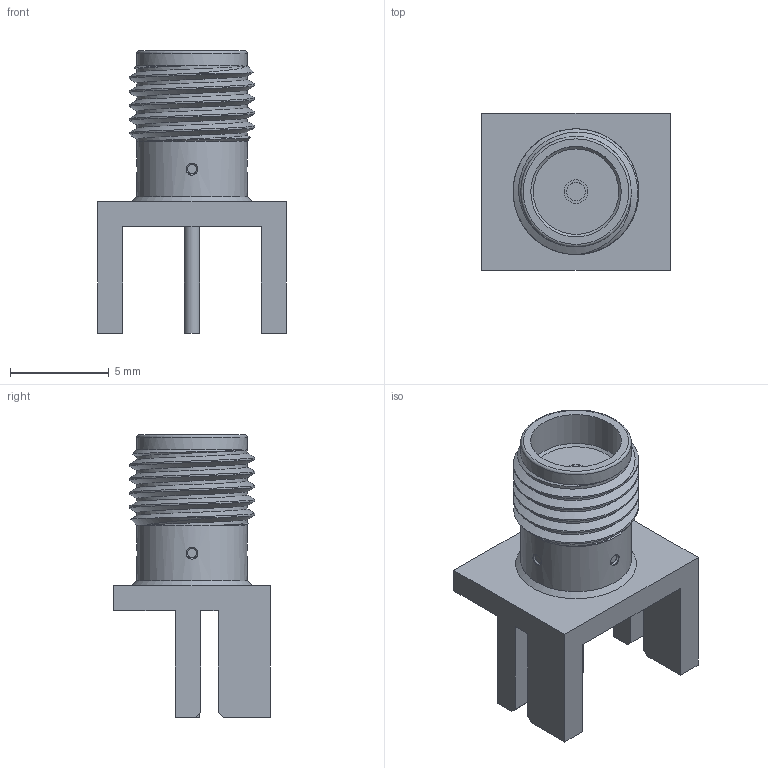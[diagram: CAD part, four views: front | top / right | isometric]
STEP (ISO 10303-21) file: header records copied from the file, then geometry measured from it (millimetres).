
FILE_DESCRIPTION (( 'STEP AP203' ), '1' );
FILE_NAME ('PE44206_3D.step', '2021-12-09T18:22:41', ( '' ), ( '' ), 'SwSTEP 2.0', 'SolidWorks 2021', '' );
FILE_SCHEMA (( 'CONFIG_CONTROL_DESIGN' ));
Length unit declared in the file: inch
Products named in the file (1): PE44206_3D
Bounding box: 9.53 x 7.92 x 14.27 mm (x, y, z)
Volume: 315.5 mm3; surface area: 561 mm2
Topology: 1 solids, 1 shells, 60 faces, 135 edges, 88 vertices
Faces by surface type: plane 35, cylinder 13, cone 8, bspline 3, torus 1
Full cylindrical faces by diameter (mm): 0.603 x4, 0.762 x1, 0.94 x1, 1.054 x1, 1.194 x1, 4.49 x1, 4.572 x1, 5.582 x2
Entity records: 3450 total; most frequent: CARTESIAN_POINT 2163, DIRECTION 236, ORIENTED_EDGE 220, EDGE_CURVE 110, EDGE_LOOP 90, AXIS2_PLACEMENT_3D 85, VERTEX_POINT 82, FACE_OUTER_BOUND 73
